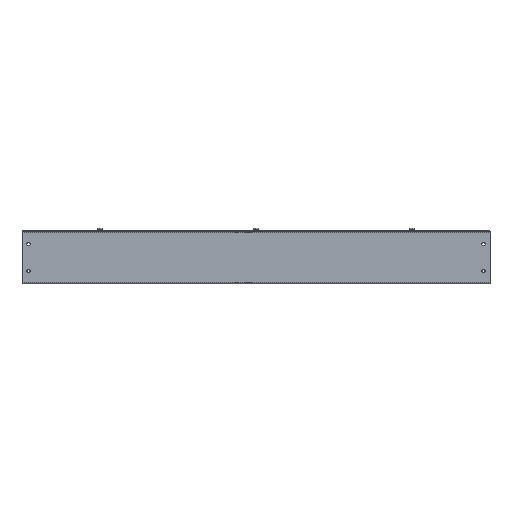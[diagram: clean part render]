
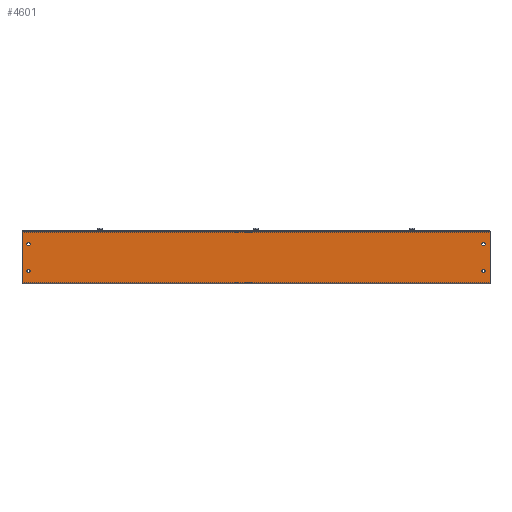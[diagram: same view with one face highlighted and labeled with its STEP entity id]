
A CAD part, left-side view. The second image highlights one B-rep face of the part: STEP entity #4601.
In plain terms, the highlighted planar face has unit normal (-1, 0, 0).
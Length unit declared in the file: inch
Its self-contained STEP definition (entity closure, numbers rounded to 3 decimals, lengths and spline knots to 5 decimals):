
#143 = VERTEX_POINT ( 'NONE', #660 ) ;
#162 = ORIENTED_EDGE ( 'NONE', *, *, #5898, .T. ) ;
#177 = EDGE_CURVE ( 'NONE', #7507, #4450, #4219, .T. ) ;
#225 = CARTESIAN_POINT ( 'NONE',  ( -2.057, 17.5, 2.924 ) ) ;
#227 = CARTESIAN_POINT ( 'NONE',  ( -2.057, 18., 3.971 ) ) ;
#289 = VERTEX_POINT ( 'NONE', #227 ) ;
#294 = AXIS2_PLACEMENT_3D ( 'NONE', #7943, #3231, #1909 ) ;
#323 = VERTEX_POINT ( 'NONE', #6280 ) ;
#382 = ORIENTED_EDGE ( 'NONE', *, *, #3164, .T. ) ;
#384 = PLANE ( 'NONE',  #692 ) ;
#440 = AXIS2_PLACEMENT_3D ( 'NONE', #1329, #4093, #1898 ) ;
#523 = CIRCLE ( 'NONE', #7546, 0.133 ) ;
#648 = CARTESIAN_POINT ( 'NONE',  ( -2.057, 17.5, 0.867 ) ) ;
#660 = CARTESIAN_POINT ( 'NONE',  ( -2.057, -18., 3.971 ) ) ;
#692 = AXIS2_PLACEMENT_3D ( 'NONE', #5115, #2485, #5159 ) ;
#765 = ORIENTED_EDGE ( 'NONE', *, *, #3711, .T. ) ;
#807 = ORIENTED_EDGE ( 'NONE', *, *, #4125, .F. ) ;
#888 = EDGE_CURVE ( 'NONE', #3287, #1683, #8187, .T. ) ;
#904 = CARTESIAN_POINT ( 'NONE',  ( -2.057, -18., 0.086 ) ) ;
#925 = ORIENTED_EDGE ( 'NONE', *, *, #5947, .T. ) ;
#1037 = FACE_OUTER_BOUND ( 'NONE', #8429, .T. ) ;
#1118 = ORIENTED_EDGE ( 'NONE', *, *, #8685, .T. ) ;
#1329 = CARTESIAN_POINT ( 'NONE',  ( -2.057, 17.5, 1. ) ) ;
#1549 = EDGE_LOOP ( 'NONE', ( #2420, #1939 ) ) ;
#1600 = VERTEX_POINT ( 'NONE', #5739 ) ;
#1623 = ORIENTED_EDGE ( 'NONE', *, *, #6910, .T. ) ;
#1683 = VERTEX_POINT ( 'NONE', #4677 ) ;
#1785 = DIRECTION ( 'NONE',  ( 0., 0., 1. ) ) ;
#1884 = DIRECTION ( 'NONE',  ( 0., 0., 1. ) ) ;
#1898 = DIRECTION ( 'NONE',  ( 0., 0., 1. ) ) ;
#1909 = DIRECTION ( 'NONE',  ( 0., 0., 1. ) ) ;
#1918 = DIRECTION ( 'NONE',  ( 0., 0., 1. ) ) ;
#1939 = ORIENTED_EDGE ( 'NONE', *, *, #8265, .T. ) ;
#2060 = CARTESIAN_POINT ( 'NONE',  ( -2.057, 17.5, 3.057 ) ) ;
#2231 = DIRECTION ( 'NONE',  ( 1., 0., 0. ) ) ;
#2404 = FACE_BOUND ( 'NONE', #7735, .T. ) ;
#2420 = ORIENTED_EDGE ( 'NONE', *, *, #888, .T. ) ;
#2484 = VECTOR ( 'NONE', #4236, 39.37008 ) ;
#2485 = DIRECTION ( 'NONE',  ( -1., 0., 0. ) ) ;
#2531 = CIRCLE ( 'NONE', #7445, 0.133 ) ;
#2789 = CIRCLE ( 'NONE', #5308, 0.133 ) ;
#2822 = VERTEX_POINT ( 'NONE', #904 ) ;
#3055 = CARTESIAN_POINT ( 'NONE',  ( -2.057, 17.5, 1. ) ) ;
#3164 = EDGE_CURVE ( 'NONE', #323, #6669, #4062, .T. ) ;
#3200 = LINE ( 'NONE', #6665, #5298 ) ;
#3231 = DIRECTION ( 'NONE',  ( 1., 0., 0. ) ) ;
#3258 = LINE ( 'NONE', #6065, #5732 ) ;
#3287 = VERTEX_POINT ( 'NONE', #7534 ) ;
#3323 = DIRECTION ( 'NONE',  ( 0., 1., 0. ) ) ;
#3539 = AXIS2_PLACEMENT_3D ( 'NONE', #7994, #5335, #1918 ) ;
#3602 = VECTOR ( 'NONE', #7345, 39.37008 ) ;
#3604 = CARTESIAN_POINT ( 'NONE',  ( -2.057, -17.5, 1. ) ) ;
#3669 = LINE ( 'NONE', #6955, #2484 ) ;
#3711 = EDGE_CURVE ( 'NONE', #6669, #323, #2531, .T. ) ;
#4062 = CIRCLE ( 'NONE', #294, 0.133 ) ;
#4093 = DIRECTION ( 'NONE',  ( 1., 0., 0. ) ) ;
#4125 = EDGE_CURVE ( 'NONE', #2822, #8407, #3258, .T. ) ;
#4219 = CIRCLE ( 'NONE', #440, 0.133 ) ;
#4236 = DIRECTION ( 'NONE',  ( 0., 0., -1. ) ) ;
#4237 = DIRECTION ( 'NONE',  ( 0., 0., 1. ) ) ;
#4450 = VERTEX_POINT ( 'NONE', #648 ) ;
#4535 = FACE_BOUND ( 'NONE', #5588, .T. ) ;
#4601 = ADVANCED_FACE ( 'NONE', ( #1037, #7186, #4535, #2404, #5204 ), #384, .T. ) ;
#4653 = CARTESIAN_POINT ( 'NONE',  ( -2.057, -18., 0.057 ) ) ;
#4677 = CARTESIAN_POINT ( 'NONE',  ( -2.057, -17.5, 0.867 ) ) ;
#4785 = ORIENTED_EDGE ( 'NONE', *, *, #6954, .T. ) ;
#4829 = CARTESIAN_POINT ( 'NONE',  ( -2.057, 17.5, 1.133 ) ) ;
#4945 = EDGE_LOOP ( 'NONE', ( #1623, #162 ) ) ;
#5115 = CARTESIAN_POINT ( 'NONE',  ( -2.057, 18., 0.047 ) ) ;
#5159 = DIRECTION ( 'NONE',  ( 0., 0., 1. ) ) ;
#5204 = FACE_BOUND ( 'NONE', #4945, .T. ) ;
#5298 = VECTOR ( 'NONE', #3323, 39.37008 ) ;
#5308 = AXIS2_PLACEMENT_3D ( 'NONE', #3055, #2231, #6351 ) ;
#5335 = DIRECTION ( 'NONE',  ( 1., 0., 0. ) ) ;
#5377 = DIRECTION ( 'NONE',  ( 0., 0., 1. ) ) ;
#5462 = EDGE_CURVE ( 'NONE', #2822, #143, #8061, .T. ) ;
#5532 = CARTESIAN_POINT ( 'NONE',  ( -2.057, -17.5, 3.19 ) ) ;
#5588 = EDGE_LOOP ( 'NONE', ( #765, #382 ) ) ;
#5732 = VECTOR ( 'NONE', #6101, 39.37008 ) ;
#5739 = CARTESIAN_POINT ( 'NONE',  ( -2.057, 17.5, 3.19 ) ) ;
#5898 = EDGE_CURVE ( 'NONE', #6663, #1600, #523, .T. ) ;
#5947 = EDGE_CURVE ( 'NONE', #289, #8407, #3669, .T. ) ;
#6065 = CARTESIAN_POINT ( 'NONE',  ( -2.057, -18., 0.086 ) ) ;
#6101 = DIRECTION ( 'NONE',  ( 0., 1., 0. ) ) ;
#6255 = CARTESIAN_POINT ( 'NONE',  ( -2.057, -17.5, 3.057 ) ) ;
#6280 = CARTESIAN_POINT ( 'NONE',  ( -2.057, -17.5, 2.924 ) ) ;
#6282 = DIRECTION ( 'NONE',  ( 1., 0., 0. ) ) ;
#6351 = DIRECTION ( 'NONE',  ( 0., 0., 1. ) ) ;
#6425 = AXIS2_PLACEMENT_3D ( 'NONE', #2060, #8617, #1884 ) ;
#6663 = VERTEX_POINT ( 'NONE', #225 ) ;
#6665 = CARTESIAN_POINT ( 'NONE',  ( -2.057, 18., 3.971 ) ) ;
#6669 = VERTEX_POINT ( 'NONE', #5532 ) ;
#6705 = CIRCLE ( 'NONE', #7843, 0.133 ) ;
#6784 = DIRECTION ( 'NONE',  ( 1., 0., 0. ) ) ;
#6910 = EDGE_CURVE ( 'NONE', #1600, #6663, #7419, .T. ) ;
#6954 = EDGE_CURVE ( 'NONE', #143, #289, #3200, .T. ) ;
#6955 = CARTESIAN_POINT ( 'NONE',  ( -2.057, 18., 0.057 ) ) ;
#7186 = FACE_BOUND ( 'NONE', #1549, .T. ) ;
#7325 = CARTESIAN_POINT ( 'NONE',  ( -2.057, 18., 0.086 ) ) ;
#7345 = DIRECTION ( 'NONE',  ( 0., 0., 1. ) ) ;
#7419 = CIRCLE ( 'NONE', #6425, 0.133 ) ;
#7445 = AXIS2_PLACEMENT_3D ( 'NONE', #6255, #7591, #4237 ) ;
#7507 = VERTEX_POINT ( 'NONE', #4829 ) ;
#7534 = CARTESIAN_POINT ( 'NONE',  ( -2.057, -17.5, 1.133 ) ) ;
#7546 = AXIS2_PLACEMENT_3D ( 'NONE', #8169, #6784, #5377 ) ;
#7591 = DIRECTION ( 'NONE',  ( 1., 0., 0. ) ) ;
#7735 = EDGE_LOOP ( 'NONE', ( #8655, #1118 ) ) ;
#7843 = AXIS2_PLACEMENT_3D ( 'NONE', #3604, #6282, #1785 ) ;
#7943 = CARTESIAN_POINT ( 'NONE',  ( -2.057, -17.5, 3.057 ) ) ;
#7994 = CARTESIAN_POINT ( 'NONE',  ( -2.057, -17.5, 1. ) ) ;
#8061 = LINE ( 'NONE', #4653, #3602 ) ;
#8127 = ORIENTED_EDGE ( 'NONE', *, *, #5462, .T. ) ;
#8169 = CARTESIAN_POINT ( 'NONE',  ( -2.057, 17.5, 3.057 ) ) ;
#8187 = CIRCLE ( 'NONE', #3539, 0.133 ) ;
#8265 = EDGE_CURVE ( 'NONE', #1683, #3287, #6705, .T. ) ;
#8407 = VERTEX_POINT ( 'NONE', #7325 ) ;
#8429 = EDGE_LOOP ( 'NONE', ( #925, #807, #8127, #4785 ) ) ;
#8617 = DIRECTION ( 'NONE',  ( 1., 0., 0. ) ) ;
#8655 = ORIENTED_EDGE ( 'NONE', *, *, #177, .T. ) ;
#8685 = EDGE_CURVE ( 'NONE', #4450, #7507, #2789, .T. ) ;
